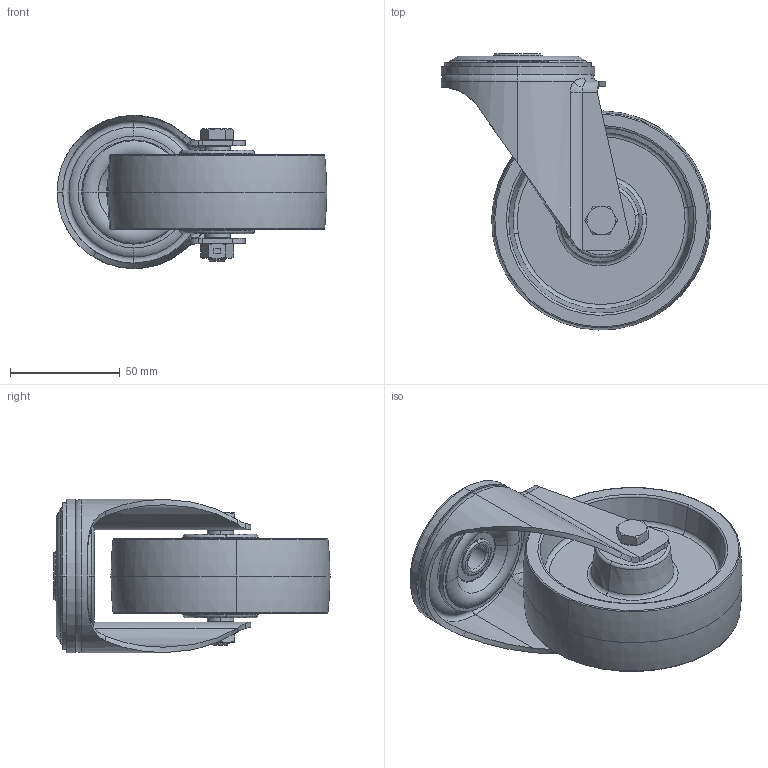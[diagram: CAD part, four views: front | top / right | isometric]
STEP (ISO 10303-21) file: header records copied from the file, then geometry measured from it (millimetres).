
FILE_DESCRIPTION (( 'STEP AP214' ), '1' );
FILE_NAME ('0056018.step', '2023-06-30T08:17:38', ( '' ), ( '' ), 'SwSTEP 2.0', 'SolidWorks 2020', '' );
FILE_SCHEMA (( 'AUTOMOTIVE_DESIGN' ));
Length unit declared in the file: millimetre
Products named in the file (1): 0056018
Bounding box: 122.99 x 125.99 x 70 mm (x, y, z)
Volume: 195803.7 mm3; surface area: 86818.4 mm2
Topology: 10 solids, 11 shells, 318 faces, 674 edges, 393 vertices
Faces by surface type: torus 86, plane 77, cylinder 73, cone 64, bspline 18
Entity records: 13954 total; most frequent: CARTESIAN_POINT 3454, DIRECTION 1547, ORIENTED_EDGE 1348, AXIS2_PLACEMENT_3D 679, EDGE_CURVE 674, VERTEX_POINT 393, CIRCLE 378, EDGE_LOOP 357
